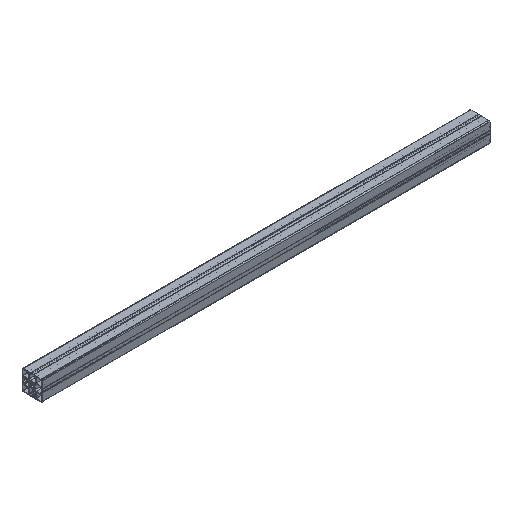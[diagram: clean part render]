
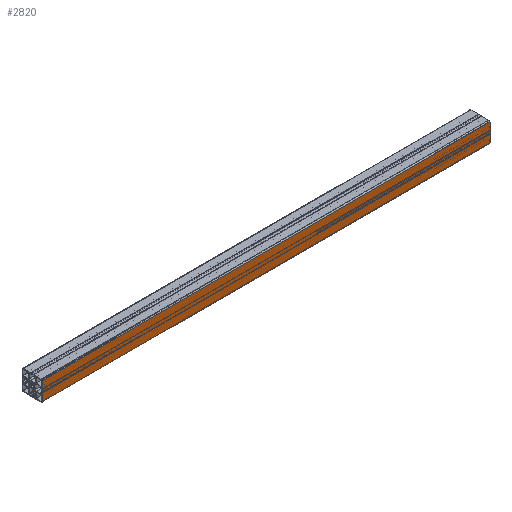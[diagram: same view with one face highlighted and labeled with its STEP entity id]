
A CAD part, isometric view. The second image highlights one B-rep face of the part: STEP entity #2820.
In plain terms, the highlighted planar face has unit normal (0, -1, 0).
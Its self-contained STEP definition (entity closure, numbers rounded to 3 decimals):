
#127=PLANE('',#3051);
#262=FACE_OUTER_BOUND('',#400,.T.);
#400=EDGE_LOOP('',(#2346,#2347,#2348,#2349));
#726=LINE('',#4639,#1038);
#727=LINE('',#4642,#1039);
#728=LINE('',#4644,#1040);
#729=LINE('',#4645,#1041);
#1038=VECTOR('',#3811,1.);
#1039=VECTOR('',#3814,1.);
#1040=VECTOR('',#3815,1.);
#1041=VECTOR('',#3816,1.);
#1406=VERTEX_POINT('',#4635);
#1407=VERTEX_POINT('',#4637);
#1408=VERTEX_POINT('',#4641);
#1409=VERTEX_POINT('',#4643);
#1808=EDGE_CURVE('',#1406,#1407,#726,.T.);
#1809=EDGE_CURVE('',#1408,#1406,#727,.T.);
#1810=EDGE_CURVE('',#1409,#1407,#728,.T.);
#1811=EDGE_CURVE('',#1408,#1409,#729,.T.);
#2346=ORIENTED_EDGE('',*,*,#1809,.T.);
#2347=ORIENTED_EDGE('',*,*,#1808,.T.);
#2348=ORIENTED_EDGE('',*,*,#1810,.F.);
#2349=ORIENTED_EDGE('',*,*,#1811,.F.);
#2820=ADVANCED_FACE('',(#262),#127,.T.);
#3051=AXIS2_PLACEMENT_3D('',#4640,#3812,#3813);
#3811=DIRECTION('',(1.,0.,0.));
#3812=DIRECTION('center_axis',(0.,-1.,0.));
#3813=DIRECTION('ref_axis',(0.,0.,-1.));
#3814=DIRECTION('',(0.,0.,-1.));
#3815=DIRECTION('',(0.,0.,-1.));
#3816=DIRECTION('',(1.,0.,0.));
#4635=CARTESIAN_POINT('',(0.,0.,2.5));
#4637=CARTESIAN_POINT('',(1000.,0.,2.5));
#4639=CARTESIAN_POINT('',(0.,0.,2.5));
#4640=CARTESIAN_POINT('Origin',(0.,0.,42.5));
#4641=CARTESIAN_POINT('',(0.,0.,42.5));
#4642=CARTESIAN_POINT('',(0.,0.,42.5));
#4643=CARTESIAN_POINT('',(1000.,0.,42.5));
#4644=CARTESIAN_POINT('',(1000.,0.,42.5));
#4645=CARTESIAN_POINT('',(0.,0.,42.5));
